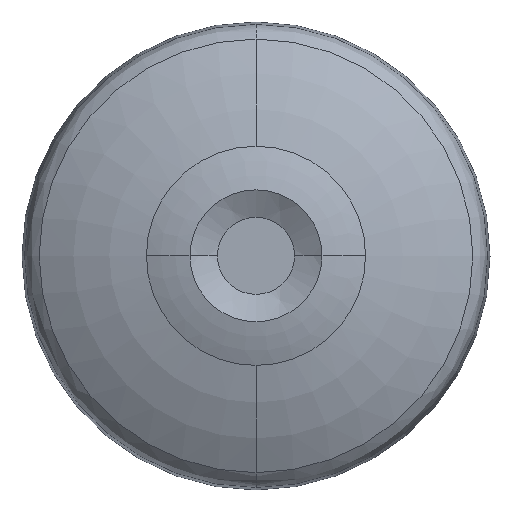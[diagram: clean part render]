
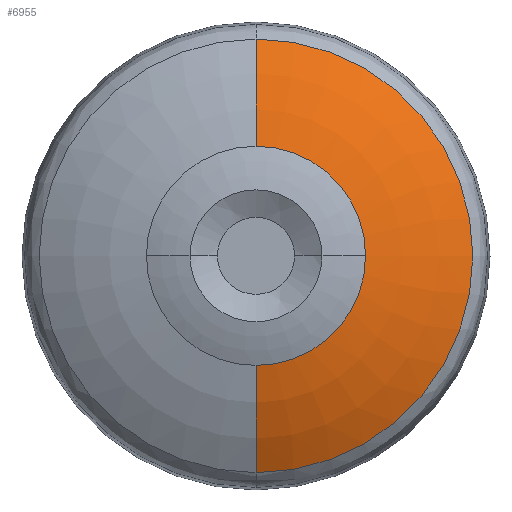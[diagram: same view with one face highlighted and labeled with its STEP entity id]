
A CAD part, top view. The second image highlights one B-rep face of the part: STEP entity #6955.
In plain terms, the highlighted toroidal (fillet/blend) face has major radius 6.414 mm and minor radius 60 mm.
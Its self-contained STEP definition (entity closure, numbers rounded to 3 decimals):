
#1135 = DIRECTION ( 'NONE',  ( 1., 0., 0. ) ) ;
#1572 = CARTESIAN_POINT ( 'NONE',  ( 0., 0., 8.886 ) ) ;
#2288 = CIRCLE ( 'NONE', #7037, 18.5 ) ;
#2667 = EDGE_CURVE ( 'NONE', #2756, #7420, #10278, .T. ) ;
#2756 = VERTEX_POINT ( 'NONE', #8581 ) ;
#2777 = VERTEX_POINT ( 'NONE', #6718 ) ;
#2969 = AXIS2_PLACEMENT_3D ( 'NONE', #12855, #3723, #16497 ) ;
#3141 = TOROIDAL_SURFACE ( 'NONE', #6794, 6.414, 60. ) ;
#3723 = DIRECTION ( 'NONE',  ( -1., 0., 0. ) ) ;
#4459 = DIRECTION ( 'NONE',  ( 0., -1., 0. ) ) ;
#4631 = EDGE_CURVE ( 'NONE', #2756, #15798, #5084, .T. ) ;
#5084 = CIRCLE ( 'NONE', #17946, 36.597 ) ;
#5383 = VERTEX_POINT ( 'NONE', #19727 ) ;
#6457 = DIRECTION ( 'NONE',  ( 0., 0., 1. ) ) ;
#6537 = ORIENTED_EDGE ( 'NONE', *, *, #2667, .T. ) ;
#6718 = CARTESIAN_POINT ( 'NONE',  ( 0., -18.5, 15.8 ) ) ;
#6794 = AXIS2_PLACEMENT_3D ( 'NONE', #8984, #18114, #14490 ) ;
#6955 = ADVANCED_FACE ( 'NONE', ( #10104 ), #3141, .T. ) ;
#7037 = AXIS2_PLACEMENT_3D ( 'NONE', #17520, #13584, #8087 ) ;
#7420 = VERTEX_POINT ( 'NONE', #23746 ) ;
#7459 = ORIENTED_EDGE ( 'NONE', *, *, #14067, .F. ) ;
#8087 = DIRECTION ( 'NONE',  ( 0., -1., 0. ) ) ;
#8581 = CARTESIAN_POINT ( 'NONE',  ( 0., 36.597, 8.886 ) ) ;
#8815 = AXIS2_PLACEMENT_3D ( 'NONE', #23268, #1135, #14084 ) ;
#8862 = AXIS2_PLACEMENT_3D ( 'NONE', #23075, #6457, #4459 ) ;
#8984 = CARTESIAN_POINT ( 'NONE',  ( 0., 0., -42.97 ) ) ;
#10104 = FACE_OUTER_BOUND ( 'NONE', #15563, .T. ) ;
#10278 = CIRCLE ( 'NONE', #8815, 60. ) ;
#10572 = ORIENTED_EDGE ( 'NONE', *, *, #16233, .F. ) ;
#11488 = ORIENTED_EDGE ( 'NONE', *, *, #22445, .F. ) ;
#12734 = DIRECTION ( 'NONE',  ( 0., 1., 0. ) ) ;
#12855 = CARTESIAN_POINT ( 'NONE',  ( 0., -6.414, -42.97 ) ) ;
#13516 = CARTESIAN_POINT ( 'NONE',  ( 0., -36.597, 8.886 ) ) ;
#13584 = DIRECTION ( 'NONE',  ( 0., 0., 1. ) ) ;
#14067 = EDGE_CURVE ( 'NONE', #15798, #2777, #23965, .T. ) ;
#14084 = DIRECTION ( 'NONE',  ( 0., 0., -1. ) ) ;
#14404 = ORIENTED_EDGE ( 'NONE', *, *, #4631, .F. ) ;
#14490 = DIRECTION ( 'NONE',  ( 0., -1., 0. ) ) ;
#15563 = EDGE_LOOP ( 'NONE', ( #14404, #6537, #11488, #10572, #7459 ) ) ;
#15798 = VERTEX_POINT ( 'NONE', #13516 ) ;
#16233 = EDGE_CURVE ( 'NONE', #2777, #5383, #23078, .T. ) ;
#16497 = DIRECTION ( 'NONE',  ( 0., 0., 1. ) ) ;
#17520 = CARTESIAN_POINT ( 'NONE',  ( 0., 0., 15.8 ) ) ;
#17946 = AXIS2_PLACEMENT_3D ( 'NONE', #1572, #21932, #12734 ) ;
#18114 = DIRECTION ( 'NONE',  ( 0., 0., 1. ) ) ;
#19727 = CARTESIAN_POINT ( 'NONE',  ( 18.5, 0., 15.8 ) ) ;
#21932 = DIRECTION ( 'NONE',  ( 0., 0., -1. ) ) ;
#22445 = EDGE_CURVE ( 'NONE', #5383, #7420, #2288, .T. ) ;
#23075 = CARTESIAN_POINT ( 'NONE',  ( 0., 0., 15.8 ) ) ;
#23078 = CIRCLE ( 'NONE', #8862, 18.5 ) ;
#23268 = CARTESIAN_POINT ( 'NONE',  ( 0., 6.414, -42.97 ) ) ;
#23746 = CARTESIAN_POINT ( 'NONE',  ( 0., 18.5, 15.8 ) ) ;
#23965 = CIRCLE ( 'NONE', #2969, 60. ) ;
